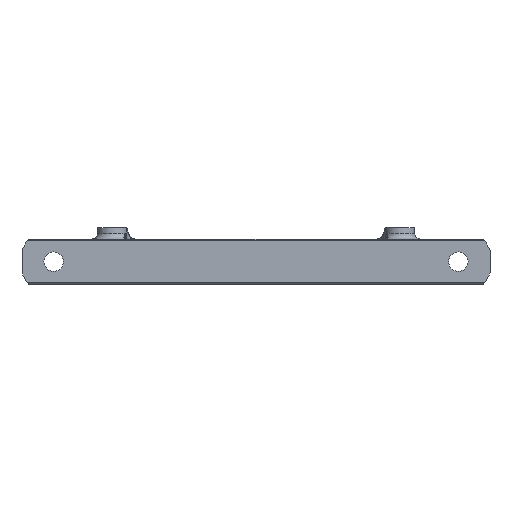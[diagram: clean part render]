
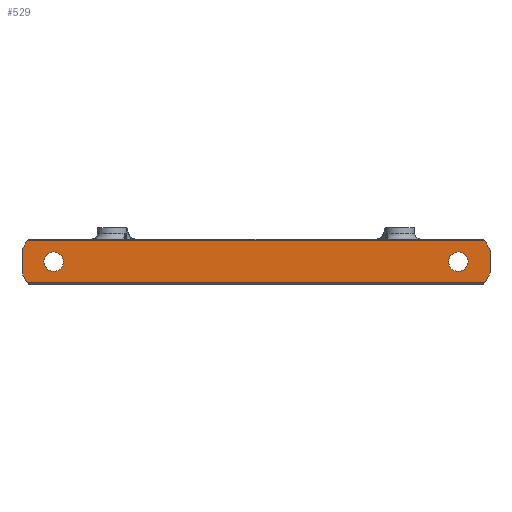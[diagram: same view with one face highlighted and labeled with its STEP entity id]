
A CAD part, front view. The second image highlights one B-rep face of the part: STEP entity #529.
In plain terms, the highlighted planar face has unit normal (0, -1, 0).
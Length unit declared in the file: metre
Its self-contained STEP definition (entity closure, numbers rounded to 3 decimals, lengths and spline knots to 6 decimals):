
#529 = ADVANCED_FACE( '', ( #1073, #1074, #1075 ), #1076, .F. );
#1073 = FACE_BOUND( '', #2518, .T. );
#1074 = FACE_BOUND( '', #2519, .T. );
#1075 = FACE_OUTER_BOUND( '', #2520, .T. );
#1076 = PLANE( '', #2521 );
#2518 = EDGE_LOOP( '', ( #3922 ) );
#2519 = EDGE_LOOP( '', ( #3923 ) );
#2520 = EDGE_LOOP( '', ( #3924, #3925, #3926, #3927, #3928, #3929, #3930, #3931 ) );
#2521 = AXIS2_PLACEMENT_3D( '', #3932, #3933, #3934 );
#3922 = ORIENTED_EDGE( '', *, *, #4494, .F. );
#3923 = ORIENTED_EDGE( '', *, *, #3968, .T. );
#3924 = ORIENTED_EDGE( '', *, *, #4290, .F. );
#3925 = ORIENTED_EDGE( '', *, *, #4404, .T. );
#3926 = ORIENTED_EDGE( '', *, *, #3947, .T. );
#3927 = ORIENTED_EDGE( '', *, *, #4216, .F. );
#3928 = ORIENTED_EDGE( '', *, *, #4480, .T. );
#3929 = ORIENTED_EDGE( '', *, *, #4392, .T. );
#3930 = ORIENTED_EDGE( '', *, *, #4354, .F. );
#3931 = ORIENTED_EDGE( '', *, *, #4273, .T. );
#3932 = CARTESIAN_POINT( '', ( -0.030993, -0.058018, 0.012 ) );
#3933 = DIRECTION( '', ( 0., 1., 0. ) );
#3934 = DIRECTION( '', ( 0., 0., 1. ) );
#3947 = EDGE_CURVE( '', #4535, #4536, #4537, .F. );
#3968 = EDGE_CURVE( '', #4572, #4572, #4573, .T. );
#4216 = EDGE_CURVE( '', #4976, #4536, #4978, .T. );
#4273 = EDGE_CURVE( '', #5064, #5061, #5065, .T. );
#4290 = EDGE_CURVE( '', #5082, #5061, #5084, .T. );
#4354 = EDGE_CURVE( '', #5064, #5168, #5169, .T. );
#4392 = EDGE_CURVE( '', #5215, #5168, #5216, .T. );
#4404 = EDGE_CURVE( '', #5082, #4535, #5229, .T. );
#4480 = EDGE_CURVE( '', #4976, #5215, #5310, .F. );
#4494 = EDGE_CURVE( '', #5324, #5324, #5325, .F. );
#4535 = VERTEX_POINT( '', #5378 );
#4536 = VERTEX_POINT( '', #5379 );
#4537 = CIRCLE( '', #5380, 0.008875 );
#4572 = VERTEX_POINT( '', #5486 );
#4573 = CIRCLE( '', #5487, 0.00258 );
#4976 = VERTEX_POINT( '', #6559 );
#4978 = LINE( '', #6562, #6563 );
#5061 = VERTEX_POINT( '', #6688 );
#5064 = VERTEX_POINT( '', #6692 );
#5065 = LINE( '', #6693, #6694 );
#5082 = VERTEX_POINT( '', #6751 );
#5084 = CIRCLE( '', #6753, 0.008875 );
#5168 = VERTEX_POINT( '', #7072 );
#5169 = CIRCLE( '', #7073, 0.008875 );
#5215 = VERTEX_POINT( '', #7163 );
#5216 = LINE( '', #7164, #7165 );
#5229 = LINE( '', #7182, #7183 );
#5310 = CIRCLE( '', #7319, 0.008875 );
#5324 = VERTEX_POINT( '', #7336 );
#5325 = CIRCLE( '', #7337, 0.00258 );
#5378 = CARTESIAN_POINT( '', ( 0.060575, -0.058018, 0.0005 ) );
#5379 = CARTESIAN_POINT( '', ( 0.061985, -0.058018, 0.003063 ) );
#5380 = AXIS2_PLACEMENT_3D( '', #7372, #7373, #7374 );
#5486 = CARTESIAN_POINT( '', ( -0.05361, -0.058018, 0.00858 ) );
#5487 = AXIS2_PLACEMENT_3D( '', #7394, #7395, #7396 );
#6559 = CARTESIAN_POINT( '', ( 0.061985, -0.058018, 0.008937 ) );
#6562 = CARTESIAN_POINT( '', ( 0.061985, -0.058018, 0.012 ) );
#6563 = VECTOR( '', #7636, 1. );
#6688 = CARTESIAN_POINT( '', ( -0.061985, -0.058018, 0.003063 ) );
#6692 = CARTESIAN_POINT( '', ( -0.061985, -0.058018, 0.008937 ) );
#6693 = CARTESIAN_POINT( '', ( -0.061985, -0.058018, 0.012 ) );
#6694 = VECTOR( '', #7720, 1. );
#6751 = CARTESIAN_POINT( '', ( -0.060575, -0.058018, 0.0005 ) );
#6753 = AXIS2_PLACEMENT_3D( '', #7732, #7733, #7734 );
#7072 = CARTESIAN_POINT( '', ( -0.060575, -0.058018, 0.0115 ) );
#7073 = AXIS2_PLACEMENT_3D( '', #7798, #7799, #7800 );
#7163 = CARTESIAN_POINT( '', ( 0.060575, -0.058018, 0.0115 ) );
#7164 = CARTESIAN_POINT( '', ( -0.06015, -0.058018, 0.0115 ) );
#7165 = VECTOR( '', #7841, 1. );
#7182 = CARTESIAN_POINT( '', ( -0.030993, -0.058018, 0.0005 ) );
#7183 = VECTOR( '', #7852, 1. );
#7319 = AXIS2_PLACEMENT_3D( '', #7913, #7914, #7915 );
#7336 = CARTESIAN_POINT( '', ( 0.05361, -0.058018, 0.00858 ) );
#7337 = AXIS2_PLACEMENT_3D( '', #7920, #7921, #7922 );
#7372 = CARTESIAN_POINT( '', ( 0.05361, -0.058018, 0.006 ) );
#7373 = DIRECTION( '', ( 0., 1., 0. ) );
#7374 = DIRECTION( '', ( 0., 0., 1. ) );
#7394 = CARTESIAN_POINT( '', ( -0.05361, -0.058018, 0.006 ) );
#7395 = DIRECTION( '', ( 0., 1., 0. ) );
#7396 = DIRECTION( '', ( 0., 0., 1. ) );
#7636 = DIRECTION( '', ( 0., 0., -1. ) );
#7720 = DIRECTION( '', ( 0., 0., -1. ) );
#7732 = CARTESIAN_POINT( '', ( -0.05361, -0.058018, 0.006 ) );
#7733 = DIRECTION( '', ( 0., 1., 0. ) );
#7734 = DIRECTION( '', ( 0., 0., 1. ) );
#7798 = CARTESIAN_POINT( '', ( -0.05361, -0.058018, 0.006 ) );
#7799 = DIRECTION( '', ( 0., 1., 0. ) );
#7800 = DIRECTION( '', ( 0., 0., 1. ) );
#7841 = DIRECTION( '', ( -1., 0., 0. ) );
#7852 = DIRECTION( '', ( 1., 0., 0. ) );
#7913 = CARTESIAN_POINT( '', ( 0.05361, -0.058018, 0.006 ) );
#7914 = DIRECTION( '', ( 0., 1., 0. ) );
#7915 = DIRECTION( '', ( 0., 0., 1. ) );
#7920 = CARTESIAN_POINT( '', ( 0.05361, -0.058018, 0.006 ) );
#7921 = DIRECTION( '', ( 0., 1., 0. ) );
#7922 = DIRECTION( '', ( 0., 0., 1. ) );
